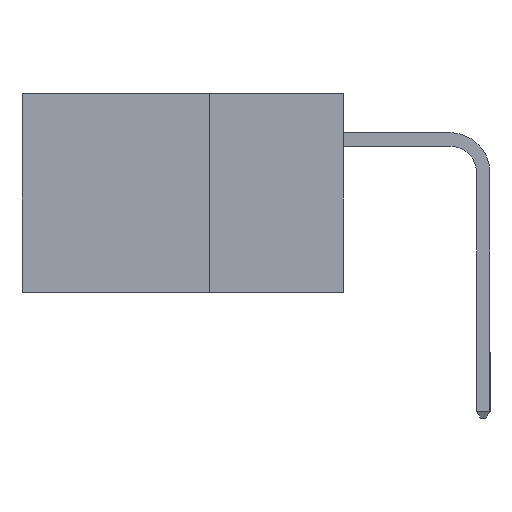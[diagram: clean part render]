
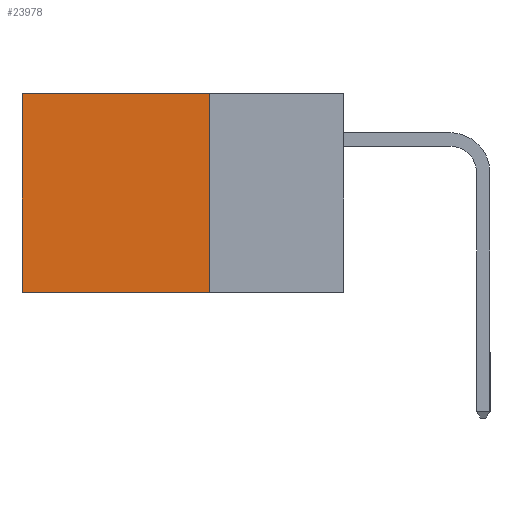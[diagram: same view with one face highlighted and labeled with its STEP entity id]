
A CAD part, left-side view. The second image highlights one B-rep face of the part: STEP entity #23978.
In plain terms, the highlighted planar face has unit normal (-1, 0, 0).
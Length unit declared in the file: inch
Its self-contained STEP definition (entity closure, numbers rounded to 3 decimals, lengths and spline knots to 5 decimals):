
#370 = VECTOR ( 'NONE', #7947, 39.37008 ) ;
#1542 = CARTESIAN_POINT ( 'NONE',  ( 0.298, 0.25, 0. ) ) ;
#2282 = AXIS2_PLACEMENT_3D ( 'NONE', #1542, #21107, #6498 ) ;
#2746 = CARTESIAN_POINT ( 'NONE',  ( 0.298, 0.6, -0.37 ) ) ;
#3110 = CARTESIAN_POINT ( 'NONE',  ( 0.298, 0.6, 0. ) ) ;
#4088 = PLANE ( 'NONE',  #2282 ) ;
#4519 = CARTESIAN_POINT ( 'NONE',  ( 0.298, 0.25, -0.37 ) ) ;
#4556 = LINE ( 'NONE', #15977, #10199 ) ;
#5544 = DIRECTION ( 'NONE',  ( 0., 1., 0. ) ) ;
#6378 = ORIENTED_EDGE ( 'NONE', *, *, #10586, .T. ) ;
#6498 = DIRECTION ( 'NONE',  ( 0., 0., -1. ) ) ;
#6562 = ORIENTED_EDGE ( 'NONE', *, *, #23936, .T. ) ;
#7228 = EDGE_CURVE ( 'NONE', #17336, #29873, #29747, .T. ) ;
#7947 = DIRECTION ( 'NONE',  ( 0., 0., -1. ) ) ;
#9678 = VECTOR ( 'NONE', #5544, 39.37008 ) ;
#9790 = CARTESIAN_POINT ( 'NONE',  ( 0.298, 0.25, 0. ) ) ;
#10199 = VECTOR ( 'NONE', #30380, 39.37008 ) ;
#10221 = VERTEX_POINT ( 'NONE', #9790 ) ;
#10586 = EDGE_CURVE ( 'NONE', #23703, #29873, #4556, .T. ) ;
#11058 = DIRECTION ( 'NONE',  ( 0., 1., 0. ) ) ;
#12430 = VECTOR ( 'NONE', #11058, 39.37008 ) ;
#13229 = LINE ( 'NONE', #18428, #12430 ) ;
#15977 = CARTESIAN_POINT ( 'NONE',  ( 0.298, 0.6, 0. ) ) ;
#16916 = EDGE_LOOP ( 'NONE', ( #6378, #18442, #30905, #6562 ) ) ;
#17336 = VERTEX_POINT ( 'NONE', #4519 ) ;
#18428 = CARTESIAN_POINT ( 'NONE',  ( 0.298, 0.25, 0. ) ) ;
#18442 = ORIENTED_EDGE ( 'NONE', *, *, #7228, .F. ) ;
#18603 = EDGE_CURVE ( 'NONE', #10221, #17336, #26228, .T. ) ;
#18940 = FACE_OUTER_BOUND ( 'NONE', #16916, .T. ) ;
#21107 = DIRECTION ( 'NONE',  ( 1., 0., 0. ) ) ;
#23703 = VERTEX_POINT ( 'NONE', #3110 ) ;
#23936 = EDGE_CURVE ( 'NONE', #10221, #23703, #13229, .T. ) ;
#23978 = ADVANCED_FACE ( 'NONE', ( #18940 ), #4088, .F. ) ;
#26228 = LINE ( 'NONE', #29786, #370 ) ;
#29654 = CARTESIAN_POINT ( 'NONE',  ( 0.298, 0.25, -0.37 ) ) ;
#29747 = LINE ( 'NONE', #29654, #9678 ) ;
#29786 = CARTESIAN_POINT ( 'NONE',  ( 0.298, 0.25, 0. ) ) ;
#29873 = VERTEX_POINT ( 'NONE', #2746 ) ;
#30380 = DIRECTION ( 'NONE',  ( 0., 0., -1. ) ) ;
#30905 = ORIENTED_EDGE ( 'NONE', *, *, #18603, .F. ) ;
